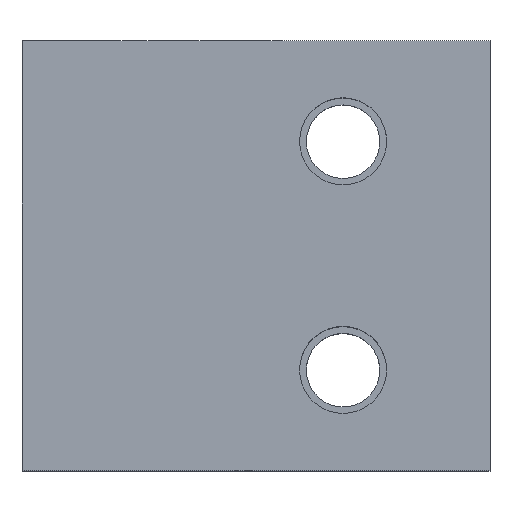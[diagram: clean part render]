
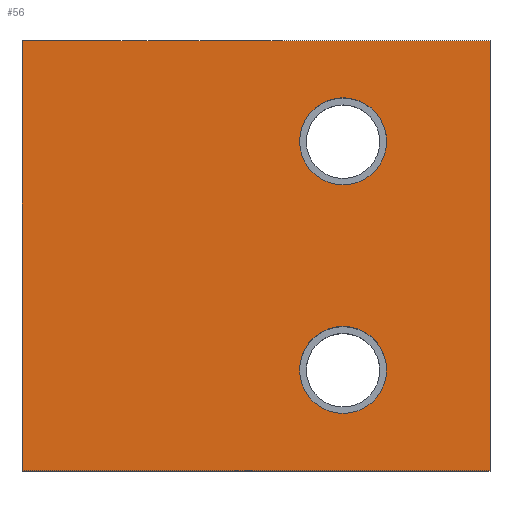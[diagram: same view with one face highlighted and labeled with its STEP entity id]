
A CAD part, top view. The second image highlights one B-rep face of the part: STEP entity #56.
In plain terms, the highlighted planar face has unit normal (0, 0, 1).
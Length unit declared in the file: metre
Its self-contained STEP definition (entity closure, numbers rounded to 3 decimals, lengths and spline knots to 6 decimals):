
#56 = ADVANCED_FACE( '', ( #132, #133, #134 ), #135, .T. );
#132 = FACE_BOUND( '', #240, .T. );
#133 = FACE_OUTER_BOUND( '', #241, .T. );
#134 = FACE_BOUND( '', #242, .T. );
#135 = PLANE( '', #243 );
#240 = EDGE_LOOP( '', ( #349 ) );
#241 = EDGE_LOOP( '', ( #350, #351, #352, #353 ) );
#242 = EDGE_LOOP( '', ( #354 ) );
#243 = AXIS2_PLACEMENT_3D( '', #355, #356, #357 );
#349 = ORIENTED_EDGE( '', *, *, #573, .T. );
#350 = ORIENTED_EDGE( '', *, *, #574, .F. );
#351 = ORIENTED_EDGE( '', *, *, #575, .F. );
#352 = ORIENTED_EDGE( '', *, *, #576, .T. );
#353 = ORIENTED_EDGE( '', *, *, #577, .T. );
#354 = ORIENTED_EDGE( '', *, *, #578, .T. );
#355 = CARTESIAN_POINT( '', ( -0.043, -0.0395, 0.04 ) );
#356 = DIRECTION( '', ( 0., 0., 1. ) );
#357 = DIRECTION( '', ( 1., 0., 0. ) );
#573 = EDGE_CURVE( '', #666, #666, #667, .T. );
#574 = EDGE_CURVE( '', #668, #669, #670, .T. );
#575 = EDGE_CURVE( '', #671, #668, #672, .T. );
#576 = EDGE_CURVE( '', #671, #673, #674, .T. );
#577 = EDGE_CURVE( '', #673, #669, #675, .T. );
#578 = EDGE_CURVE( '', #676, #676, #677, .T. );
#666 = VERTEX_POINT( '', #801 );
#667 = CIRCLE( '', #802, 0.008 );
#668 = VERTEX_POINT( '', #803 );
#669 = VERTEX_POINT( '', #804 );
#670 = LINE( '', #805, #806 );
#671 = VERTEX_POINT( '', #807 );
#672 = LINE( '', #808, #809 );
#673 = VERTEX_POINT( '', #810 );
#674 = LINE( '', #811, #812 );
#675 = LINE( '', #813, #814 );
#676 = VERTEX_POINT( '', #815 );
#677 = CIRCLE( '', #816, 0.008 );
#801 = CARTESIAN_POINT( '', ( 0.024, 0.021, 0.04 ) );
#802 = AXIS2_PLACEMENT_3D( '', #1015, #1016, #1017 );
#803 = CARTESIAN_POINT( '', ( -0.043, 0.0395, 0.04 ) );
#804 = CARTESIAN_POINT( '', ( 0.043, 0.0395, 0.04 ) );
#805 = CARTESIAN_POINT( '', ( -0.043, 0.0395, 0.04 ) );
#806 = VECTOR( '', #1018, 1. );
#807 = CARTESIAN_POINT( '', ( -0.043, -0.0395, 0.04 ) );
#808 = CARTESIAN_POINT( '', ( -0.043, -0.0395, 0.04 ) );
#809 = VECTOR( '', #1019, 1. );
#810 = CARTESIAN_POINT( '', ( 0.043, -0.0395, 0.04 ) );
#811 = CARTESIAN_POINT( '', ( -0.043, -0.0395, 0.04 ) );
#812 = VECTOR( '', #1020, 1. );
#813 = CARTESIAN_POINT( '', ( 0.043, -0.0395, 0.04 ) );
#814 = VECTOR( '', #1021, 1. );
#815 = CARTESIAN_POINT( '', ( 0.024, -0.021, 0.04 ) );
#816 = AXIS2_PLACEMENT_3D( '', #1022, #1023, #1024 );
#1015 = CARTESIAN_POINT( '', ( 0.016, 0.021, 0.04 ) );
#1016 = DIRECTION( '', ( 0., 0., -1. ) );
#1017 = DIRECTION( '', ( 1., 0., 0. ) );
#1018 = DIRECTION( '', ( 1., 0., 0. ) );
#1019 = DIRECTION( '', ( 0., 1., 0. ) );
#1020 = DIRECTION( '', ( 1., 0., 0. ) );
#1021 = DIRECTION( '', ( 0., 1., 0. ) );
#1022 = CARTESIAN_POINT( '', ( 0.016, -0.021, 0.04 ) );
#1023 = DIRECTION( '', ( 0., 0., -1. ) );
#1024 = DIRECTION( '', ( 1., 0., 0. ) );
